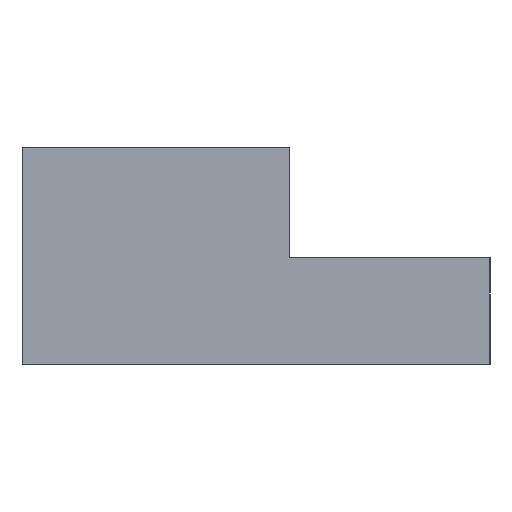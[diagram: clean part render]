
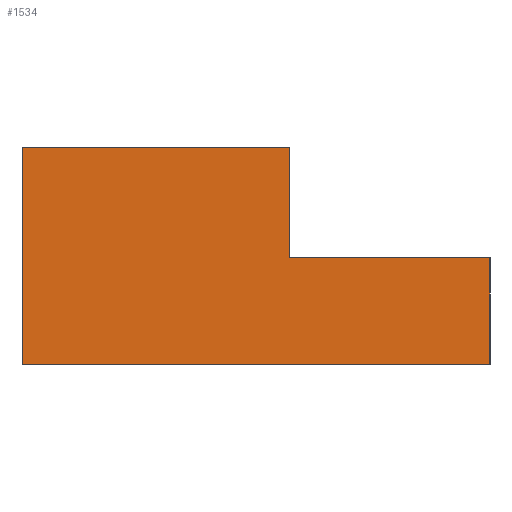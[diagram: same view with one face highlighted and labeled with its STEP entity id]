
A CAD part, left-side view. The second image highlights one B-rep face of the part: STEP entity #1534.
In plain terms, the highlighted planar face has unit normal (-1, 0, 0).
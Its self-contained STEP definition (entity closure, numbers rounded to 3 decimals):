
#53 = DIRECTION ( 'NONE',  ( 0., -1., 0. ) ) ;
#254 = EDGE_CURVE ( 'NONE', #683, #1436, #2825, .T. ) ;
#347 = VERTEX_POINT ( 'NONE', #3348 ) ;
#630 = FACE_OUTER_BOUND ( 'NONE', #3260, .T. ) ;
#642 = CARTESIAN_POINT ( 'NONE',  ( -12.5, -10., 3.2 ) ) ;
#661 = DIRECTION ( 'NONE',  ( 1., 0., 0. ) ) ;
#683 = VERTEX_POINT ( 'NONE', #4216 ) ;
#851 = EDGE_CURVE ( 'NONE', #347, #2856, #4712, .T. ) ;
#889 = ORIENTED_EDGE ( 'NONE', *, *, #254, .T. ) ;
#987 = ORIENTED_EDGE ( 'NONE', *, *, #1648, .F. ) ;
#1121 = CARTESIAN_POINT ( 'NONE',  ( -12.5, 0., 0. ) ) ;
#1160 = ORIENTED_EDGE ( 'NONE', *, *, #3288, .T. ) ;
#1212 = CARTESIAN_POINT ( 'NONE',  ( -12.5, -10., 0. ) ) ;
#1436 = VERTEX_POINT ( 'NONE', #3113 ) ;
#1458 = VERTEX_POINT ( 'NONE', #2289 ) ;
#1534 = ADVANCED_FACE ( 'NONE', ( #630 ), #3272, .F. ) ;
#1648 = EDGE_CURVE ( 'NONE', #683, #1458, #4335, .T. ) ;
#1853 = CARTESIAN_POINT ( 'NONE',  ( -12.5, 4., 6.5 ) ) ;
#1983 = CARTESIAN_POINT ( 'NONE',  ( -12.5, -4., 6.5 ) ) ;
#2046 = VECTOR ( 'NONE', #3549, 1000. ) ;
#2289 = CARTESIAN_POINT ( 'NONE',  ( -12.5, -10., 0. ) ) ;
#2303 = LINE ( 'NONE', #3256, #5289 ) ;
#2395 = LINE ( 'NONE', #1853, #4845 ) ;
#2405 = EDGE_CURVE ( 'NONE', #2856, #1458, #3110, .T. ) ;
#2624 = VECTOR ( 'NONE', #53, 1000. ) ;
#2748 = DIRECTION ( 'NONE',  ( 0., 1., 0. ) ) ;
#2751 = ORIENTED_EDGE ( 'NONE', *, *, #2405, .T. ) ;
#2801 = DIRECTION ( 'NONE',  ( 0., 1., 0. ) ) ;
#2825 = LINE ( 'NONE', #642, #3836 ) ;
#2856 = VERTEX_POINT ( 'NONE', #3104 ) ;
#2931 = EDGE_CURVE ( 'NONE', #3886, #347, #2395, .T. ) ;
#3055 = CARTESIAN_POINT ( 'NONE',  ( -12.5, 4., 0. ) ) ;
#3065 = ORIENTED_EDGE ( 'NONE', *, *, #851, .T. ) ;
#3104 = CARTESIAN_POINT ( 'NONE',  ( -12.5, 4., 0. ) ) ;
#3110 = LINE ( 'NONE', #4888, #2624 ) ;
#3113 = CARTESIAN_POINT ( 'NONE',  ( -12.5, -4., 3.2 ) ) ;
#3256 = CARTESIAN_POINT ( 'NONE',  ( -12.5, -4., 6.5 ) ) ;
#3260 = EDGE_LOOP ( 'NONE', ( #2751, #987, #889, #1160, #5323, #3065 ) ) ;
#3272 = PLANE ( 'NONE',  #4817 ) ;
#3288 = EDGE_CURVE ( 'NONE', #1436, #3886, #2303, .T. ) ;
#3315 = VECTOR ( 'NONE', #3365, 1000. ) ;
#3348 = CARTESIAN_POINT ( 'NONE',  ( -12.5, 4., 6.5 ) ) ;
#3365 = DIRECTION ( 'NONE',  ( 0., 0., -1. ) ) ;
#3549 = DIRECTION ( 'NONE',  ( 0., 0., -1. ) ) ;
#3618 = DIRECTION ( 'NONE',  ( 0., 0., 1. ) ) ;
#3836 = VECTOR ( 'NONE', #2801, 1000. ) ;
#3886 = VERTEX_POINT ( 'NONE', #1983 ) ;
#4128 = DIRECTION ( 'NONE',  ( 0., 0., -1. ) ) ;
#4216 = CARTESIAN_POINT ( 'NONE',  ( -12.5, -10., 3.2 ) ) ;
#4335 = LINE ( 'NONE', #1212, #3315 ) ;
#4712 = LINE ( 'NONE', #3055, #2046 ) ;
#4817 = AXIS2_PLACEMENT_3D ( 'NONE', #1121, #661, #4128 ) ;
#4845 = VECTOR ( 'NONE', #2748, 1000. ) ;
#4888 = CARTESIAN_POINT ( 'NONE',  ( -12.5, -4., 0. ) ) ;
#5289 = VECTOR ( 'NONE', #3618, 1000. ) ;
#5323 = ORIENTED_EDGE ( 'NONE', *, *, #2931, .T. ) ;
